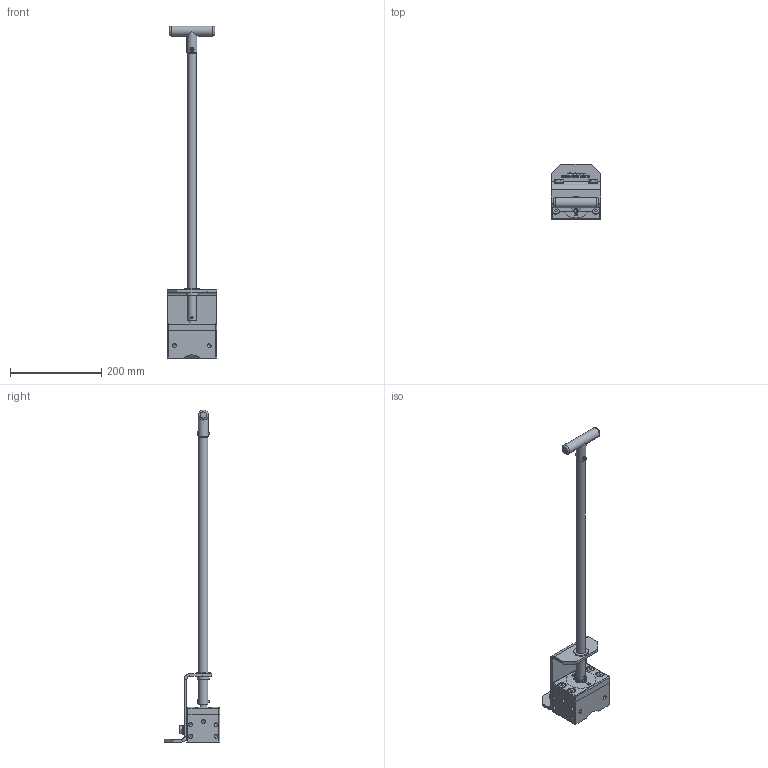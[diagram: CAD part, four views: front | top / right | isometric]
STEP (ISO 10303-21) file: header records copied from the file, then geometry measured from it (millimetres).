
FILE_DESCRIPTION(/* description */ (''),/* implementation_level */ '2;1');
FILE_NAME(/* name */ 'MS-8130177.stp',/* time_stamp */ '2013-12-09T10:14:03+01:00',/* author */ ('bs'),/* organization */ (''),/* preprocessor_version */ 'ST-DEVELOPER v15.2',/* originating_system */ 'Autodesk Inventor 2014',/* authorisation */ '');
FILE_SCHEMA (('AUTOMOTIVE_DESIGN { 1 0 10303 214 3 1 1 }'));
Length unit declared in the file: millimetre
Products named in the file (14): P140023; P140024; P140025; P140027; P140039; SCREW, HEX S CS  M8x12 - A2; MS-8100099; E0011114; E0011112; E0011111; E0011110; WASHER M 10- A2; BOLT, HEX M10x20 - A2; MS-8130177
Bounding box: 108.1 x 122 x 729.5 mm (x, y, z)
Volume: 936524.8 mm3; surface area: 191631.1 mm2
Topology: 20 solids, 20 shells, 1313 faces, 3445 edges, 2267 vertices
Faces by surface type: plane 709, bspline 443, cylinder 92, cone 55, torus 8, sphere 6
Full cylindrical faces by diameter (mm): 4.7 x4, 4.75 x5, 4.917 x1, 6.647 x4, 8 x4, 8.376 x14, 8.5 x4, 9 x2, 9.188 x2, 10 x2, 10.5 x4, 11 x2, 13.75 x1, 14 x3, 15.4 x2, 16 x4, 19.75 x1, 20 x7, 22 x2, 25 x1, 26.3 x1, 26.5 x1, 31.75 x1, 65 x1, 69 x1
Entity records: 40993 total; most frequent: CARTESIAN_POINT 13571, ORIENTED_EDGE 6252, DIRECTION 4018, EDGE_CURVE 3126, VERTEX_POINT 2116, LINE 2038, VECTOR 2038, EDGE_LOOP 1464
